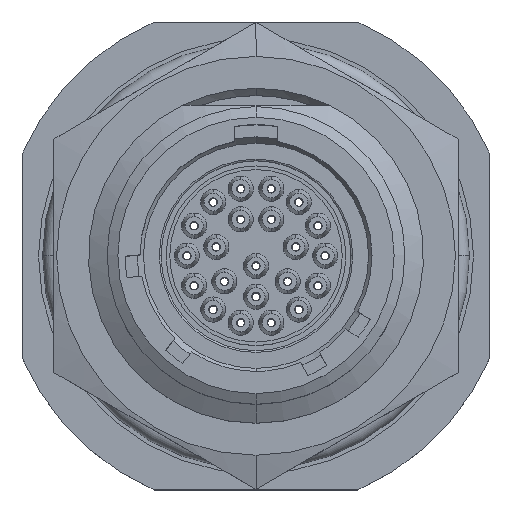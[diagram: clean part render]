
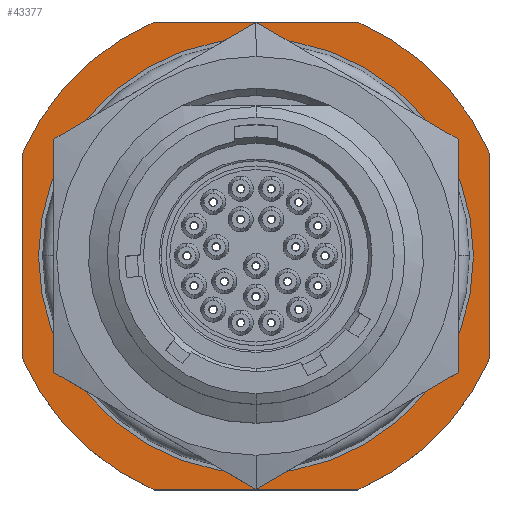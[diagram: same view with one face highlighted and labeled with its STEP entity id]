
A CAD part, top view. The second image highlights one B-rep face of the part: STEP entity #43377.
In plain terms, the highlighted planar face has unit normal (0, 0, 1).
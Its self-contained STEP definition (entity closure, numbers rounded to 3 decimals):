
#465 = VERTEX_POINT('',#466);
#466 = CARTESIAN_POINT('',(0.,-16.235,-22.3));
#472 = EDGE_CURVE('',#465,#473,#475,.T.);
#473 = VERTEX_POINT('',#474);
#474 = CARTESIAN_POINT('',(0.,16.235,-22.3));
#475 = CIRCLE('',#476,16.235);
#476 = AXIS2_PLACEMENT_3D('',#477,#478,#479);
#477 = CARTESIAN_POINT('',(0.,0.,-22.3));
#478 = DIRECTION('',(0.,0.,-1.));
#479 = DIRECTION('',(0.,1.,0.));
#43352 = VERTEX_POINT('',#43353);
#43353 = CARTESIAN_POINT('',(17.465,7.608,-22.3));
#43359 = EDGE_CURVE('',#43360,#43352,#43362,.T.);
#43360 = VERTEX_POINT('',#43361);
#43361 = CARTESIAN_POINT('',(17.465,-7.608,-22.3));
#43362 = LINE('',#43363,#43364);
#43363 = CARTESIAN_POINT('',(17.465,8.821,-22.3));
#43364 = VECTOR('',#43365,1.);
#43365 = DIRECTION('',(0.,1.,0.));
#43377 = ADVANCED_FACE('',(#43378,#43439),#43449,.T.);
#43378 = FACE_BOUND('',#43379,.T.);
#43379 = EDGE_LOOP('',(#43380,#43381,#43390,#43398,#43407,#43415,#43424,
    #43432));
#43380 = ORIENTED_EDGE('',*,*,#43359,.T.);
#43381 = ORIENTED_EDGE('',*,*,#43382,.F.);
#43382 = EDGE_CURVE('',#43383,#43352,#43385,.T.);
#43383 = VERTEX_POINT('',#43384);
#43384 = CARTESIAN_POINT('',(7.608,17.465,-22.3));
#43385 = CIRCLE('',#43386,19.05);
#43386 = AXIS2_PLACEMENT_3D('',#43387,#43388,#43389);
#43387 = CARTESIAN_POINT('',(0.,0.,-22.3));
#43388 = DIRECTION('',(0.,0.,-1.));
#43389 = DIRECTION('',(0.,1.,0.));
#43390 = ORIENTED_EDGE('',*,*,#43391,.T.);
#43391 = EDGE_CURVE('',#43383,#43392,#43394,.T.);
#43392 = VERTEX_POINT('',#43393);
#43393 = CARTESIAN_POINT('',(-7.608,17.465,-22.3));
#43394 = LINE('',#43395,#43396);
#43395 = CARTESIAN_POINT('',(0.,17.465,-22.3));
#43396 = VECTOR('',#43397,1.);
#43397 = DIRECTION('',(-1.,0.,0.));
#43398 = ORIENTED_EDGE('',*,*,#43399,.F.);
#43399 = EDGE_CURVE('',#43400,#43392,#43402,.T.);
#43400 = VERTEX_POINT('',#43401);
#43401 = CARTESIAN_POINT('',(-17.465,7.608,-22.3));
#43402 = CIRCLE('',#43403,19.05);
#43403 = AXIS2_PLACEMENT_3D('',#43404,#43405,#43406);
#43404 = CARTESIAN_POINT('',(0.,0.,-22.3));
#43405 = DIRECTION('',(0.,0.,-1.));
#43406 = DIRECTION('',(0.,1.,0.));
#43407 = ORIENTED_EDGE('',*,*,#43408,.T.);
#43408 = EDGE_CURVE('',#43400,#43409,#43411,.T.);
#43409 = VERTEX_POINT('',#43410);
#43410 = CARTESIAN_POINT('',(-17.465,-7.608,-22.3));
#43411 = LINE('',#43412,#43413);
#43412 = CARTESIAN_POINT('',(-17.465,8.821,-22.3));
#43413 = VECTOR('',#43414,1.);
#43414 = DIRECTION('',(0.,-1.,0.));
#43415 = ORIENTED_EDGE('',*,*,#43416,.F.);
#43416 = EDGE_CURVE('',#43417,#43409,#43419,.T.);
#43417 = VERTEX_POINT('',#43418);
#43418 = CARTESIAN_POINT('',(-7.608,-17.465,-22.3));
#43419 = CIRCLE('',#43420,19.05);
#43420 = AXIS2_PLACEMENT_3D('',#43421,#43422,#43423);
#43421 = CARTESIAN_POINT('',(0.,0.,-22.3));
#43422 = DIRECTION('',(0.,0.,-1.));
#43423 = DIRECTION('',(0.,1.,0.));
#43424 = ORIENTED_EDGE('',*,*,#43425,.T.);
#43425 = EDGE_CURVE('',#43417,#43426,#43428,.T.);
#43426 = VERTEX_POINT('',#43427);
#43427 = CARTESIAN_POINT('',(7.608,-17.465,-22.3));
#43428 = LINE('',#43429,#43430);
#43429 = CARTESIAN_POINT('',(0.,-17.465,-22.3));
#43430 = VECTOR('',#43431,1.);
#43431 = DIRECTION('',(1.,0.,0.));
#43432 = ORIENTED_EDGE('',*,*,#43433,.F.);
#43433 = EDGE_CURVE('',#43360,#43426,#43434,.T.);
#43434 = CIRCLE('',#43435,19.05);
#43435 = AXIS2_PLACEMENT_3D('',#43436,#43437,#43438);
#43436 = CARTESIAN_POINT('',(0.,0.,-22.3));
#43437 = DIRECTION('',(0.,0.,-1.));
#43438 = DIRECTION('',(0.,1.,0.));
#43439 = FACE_BOUND('',#43440,.T.);
#43440 = EDGE_LOOP('',(#43441,#43448));
#43441 = ORIENTED_EDGE('',*,*,#43442,.T.);
#43442 = EDGE_CURVE('',#473,#465,#43443,.T.);
#43443 = CIRCLE('',#43444,16.235);
#43444 = AXIS2_PLACEMENT_3D('',#43445,#43446,#43447);
#43445 = CARTESIAN_POINT('',(0.,0.,-22.3));
#43446 = DIRECTION('',(0.,0.,-1.));
#43447 = DIRECTION('',(0.,1.,0.));
#43448 = ORIENTED_EDGE('',*,*,#472,.T.);
#43449 = PLANE('',#43450);
#43450 = AXIS2_PLACEMENT_3D('',#43451,#43452,#43453);
#43451 = CARTESIAN_POINT('',(0.,17.643,-22.3));
#43452 = DIRECTION('',(0.,0.,1.));
#43453 = DIRECTION('',(0.,-1.,0.));
